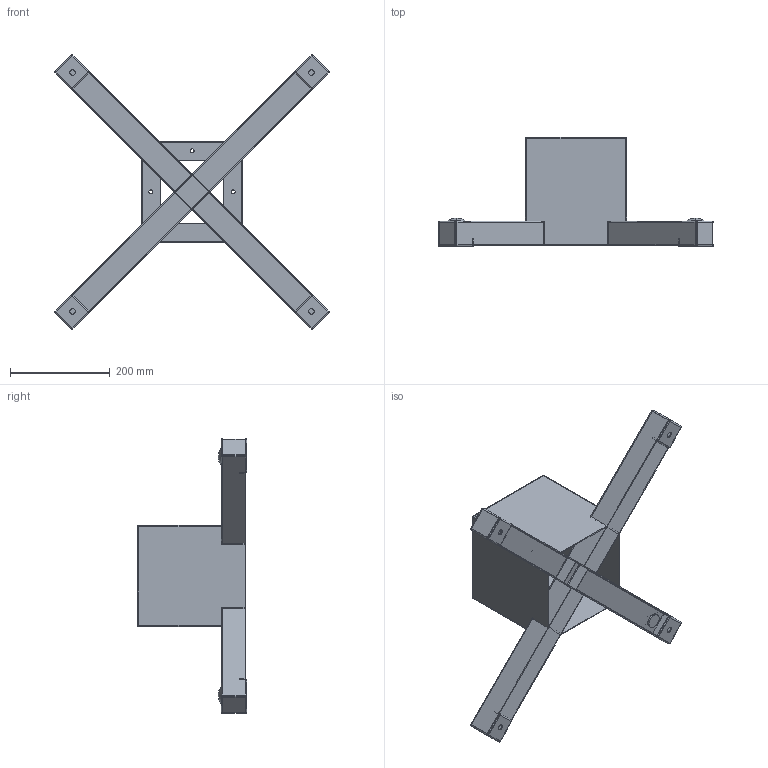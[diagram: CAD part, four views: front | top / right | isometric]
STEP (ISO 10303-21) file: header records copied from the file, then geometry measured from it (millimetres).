
FILE_DESCRIPTION (( 'STEP AP214' ), '1' );
FILE_NAME ('SCE-24PEBASE_REV2.STEP', '2023-08-11T10:46:15', ( '' ), ( '' ), 'SwSTEP 2.0', 'SolidWorks 2021', '' );
FILE_SCHEMA (( 'AUTOMOTIVE_DESIGN' ));
Length unit declared in the file: inch
Products named in the file (1): SCE-24PEBASE_REV2
Bounding box: 550.65 x 219.07 x 550.65 mm (x, y, z)
Volume: 789672.1 mm3; surface area: 822424 mm2
Topology: 11 solids, 11 shells, 359 faces, 863 edges, 520 vertices
Faces by surface type: cylinder 159, plane 112, torus 48, cone 24, bspline 8, sphere 8
Full cylindrical faces by diameter (mm): 8.13 x7, 11.12 x4, 24.66 x4
Entity records: 10556 total; most frequent: DIRECTION 1928, CARTESIAN_POINT 1884, ORIENTED_EDGE 1652, EDGE_CURVE 826, AXIS2_PLACEMENT_3D 758, VERTEX_POINT 514, EDGE_LOOP 426, VECTOR 412
